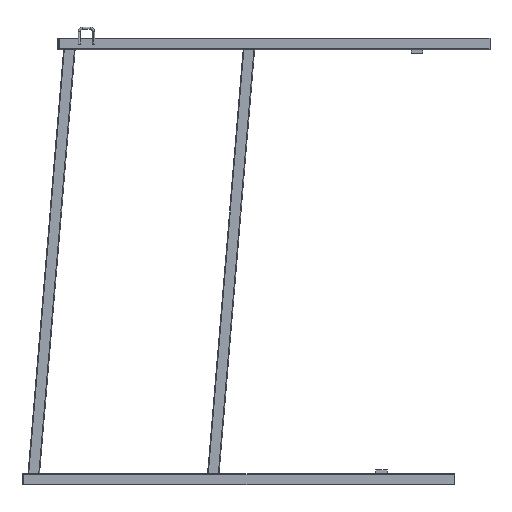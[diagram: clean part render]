
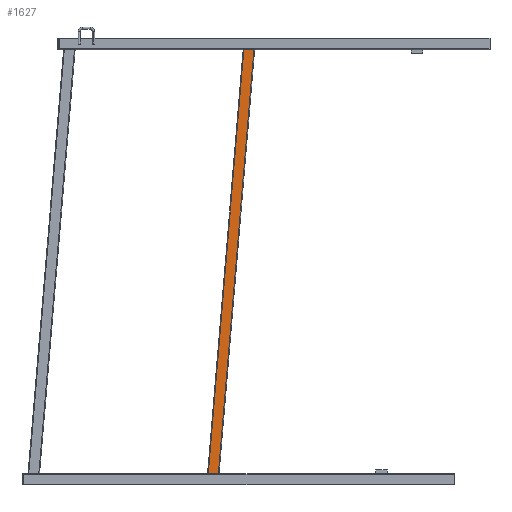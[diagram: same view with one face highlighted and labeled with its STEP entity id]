
A CAD part, left-side view. The second image highlights one B-rep face of the part: STEP entity #1627.
In plain terms, the highlighted face is planar.
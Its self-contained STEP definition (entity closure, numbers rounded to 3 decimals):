
#10 = ORIENTED_EDGE ( 'NONE', *, *, #3139, .T. ) ;
#79 = CARTESIAN_POINT ( 'NONE',  ( -11.2, -473.043, -12.7 ) ) ;
#338 = CARTESIAN_POINT ( 'NONE',  ( -11.2, 475.05, -12.7 ) ) ;
#361 = DIRECTION ( 'NONE',  ( 0., -1., 0. ) ) ;
#367 = VECTOR ( 'NONE', #1328, 1000. ) ;
#416 = EDGE_CURVE ( 'NONE', #523, #611, #2895, .T. ) ;
#503 = DIRECTION ( 'NONE',  ( 0., 0., 1. ) ) ;
#510 = EDGE_CURVE ( 'NONE', #611, #2318, #994, .T. ) ;
#523 = VERTEX_POINT ( 'NONE', #927 ) ;
#552 = DIRECTION ( 'NONE',  ( 0., -1., 0. ) ) ;
#611 = VERTEX_POINT ( 'NONE', #1464 ) ;
#621 = CARTESIAN_POINT ( 'NONE',  ( 11.2, 475.05, -12.7 ) ) ;
#679 = DIRECTION ( 'NONE',  ( 0.996, -0.084, 0. ) ) ;
#706 = EDGE_LOOP ( 'NONE', ( #1161, #1687, #852, #10 ) ) ;
#852 = ORIENTED_EDGE ( 'NONE', *, *, #2449, .F. ) ;
#927 = CARTESIAN_POINT ( 'NONE',  ( 11.2, 473.043, -12.7 ) ) ;
#968 = VECTOR ( 'NONE', #679, 1000. ) ;
#994 = LINE ( 'NONE', #2754, #367 ) ;
#1161 = ORIENTED_EDGE ( 'NONE', *, *, #416, .T. ) ;
#1215 = FACE_OUTER_BOUND ( 'NONE', #706, .T. ) ;
#1328 = DIRECTION ( 'NONE',  ( -0.996, 0.084, 0. ) ) ;
#1344 = VERTEX_POINT ( 'NONE', #3100 ) ;
#1413 = DIRECTION ( 'NONE',  ( 1., 0., 0. ) ) ;
#1464 = CARTESIAN_POINT ( 'NONE',  ( 11.2, -474.924, -12.7 ) ) ;
#1627 = ADVANCED_FACE ( 'NONE', ( #1215 ), #2333, .F. ) ;
#1687 = ORIENTED_EDGE ( 'NONE', *, *, #510, .T. ) ;
#1763 = LINE ( 'NONE', #2997, #968 ) ;
#2143 = VECTOR ( 'NONE', #361, 1000. ) ;
#2318 = VERTEX_POINT ( 'NONE', #79 ) ;
#2333 = PLANE ( 'NONE',  #2353 ) ;
#2353 = AXIS2_PLACEMENT_3D ( 'NONE', #3159, #503, #1413 ) ;
#2449 = EDGE_CURVE ( 'NONE', #1344, #2318, #3277, .T. ) ;
#2705 = VECTOR ( 'NONE', #552, 1000. ) ;
#2754 = CARTESIAN_POINT ( 'NONE',  ( -90.256, -466.405, -12.7 ) ) ;
#2895 = LINE ( 'NONE', #621, #2705 ) ;
#2997 = CARTESIAN_POINT ( 'NONE',  ( -11.211, 474.925, -12.7 ) ) ;
#3100 = CARTESIAN_POINT ( 'NONE',  ( -11.2, 474.924, -12.7 ) ) ;
#3139 = EDGE_CURVE ( 'NONE', #1344, #523, #1763, .T. ) ;
#3159 = CARTESIAN_POINT ( 'NONE',  ( -11.2, 475.05, -12.7 ) ) ;
#3277 = LINE ( 'NONE', #338, #2143 ) ;
